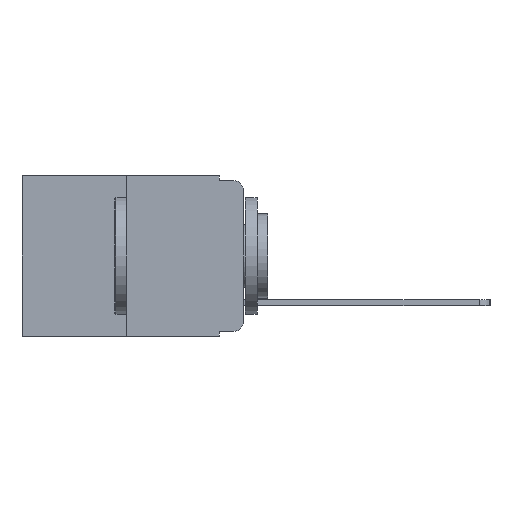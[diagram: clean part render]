
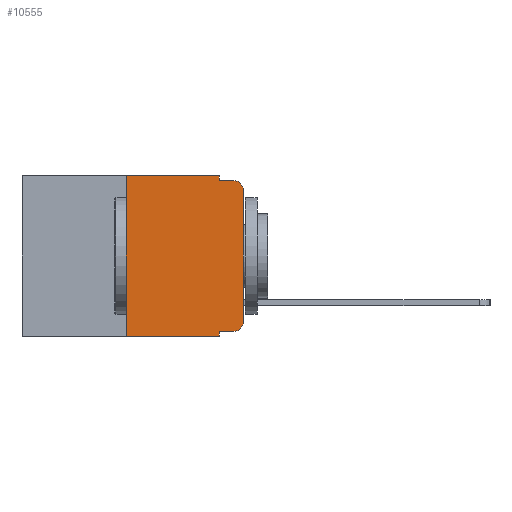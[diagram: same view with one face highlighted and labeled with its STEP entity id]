
A CAD part, left-side view. The second image highlights one B-rep face of the part: STEP entity #10555.
In plain terms, the highlighted planar face has unit normal (-1, 0, 0).
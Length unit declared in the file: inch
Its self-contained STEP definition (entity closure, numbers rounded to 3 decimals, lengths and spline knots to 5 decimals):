
#141 = EDGE_CURVE ( 'NONE', #16954, #6963, #11395, .T. ) ;
#542 = ORIENTED_EDGE ( 'NONE', *, *, #11603, .F. ) ;
#1114 = ORIENTED_EDGE ( 'NONE', *, *, #9028, .F. ) ;
#1360 = EDGE_CURVE ( 'NONE', #6045, #6963, #9070, .T. ) ;
#1468 = CARTESIAN_POINT ( 'NONE',  ( 0., 0.051, 0. ) ) ;
#1592 = AXIS2_PLACEMENT_3D ( 'NONE', #5606, #16635, #7185 ) ;
#2993 = EDGE_CURVE ( 'NONE', #6204, #3135, #12004, .T. ) ;
#3135 = VERTEX_POINT ( 'NONE', #18900 ) ;
#3266 = VECTOR ( 'NONE', #20285, 39.37008 ) ;
#3328 = ORIENTED_EDGE ( 'NONE', *, *, #8750, .T. ) ;
#3458 = CARTESIAN_POINT ( 'NONE',  ( 0., 0.473, 0. ) ) ;
#3475 = VECTOR ( 'NONE', #6017, 39.37008 ) ;
#4320 = LINE ( 'NONE', #11011, #16427 ) ;
#4751 = CARTESIAN_POINT ( 'NONE',  ( 0., 0.051, 0. ) ) ;
#4754 = CARTESIAN_POINT ( 'NONE',  ( 0., 0.473, 0. ) ) ;
#5091 = DIRECTION ( 'NONE',  ( -1., 0., 0. ) ) ;
#5093 = DIRECTION ( 'NONE',  ( 0., 0., -1. ) ) ;
#5254 = VECTOR ( 'NONE', #16437, 39.37008 ) ;
#5560 = VECTOR ( 'NONE', #13195, 39.37008 ) ;
#5606 = CARTESIAN_POINT ( 'NONE',  ( 0., 0.02, -0.313 ) ) ;
#5608 = VECTOR ( 'NONE', #11207, 39.37008 ) ;
#5941 = CARTESIAN_POINT ( 'NONE',  ( 0., 0., -0.03 ) ) ;
#6017 = DIRECTION ( 'NONE',  ( 0., 0., -1. ) ) ;
#6045 = VERTEX_POINT ( 'NONE', #5941 ) ;
#6068 = LINE ( 'NONE', #17785, #5560 ) ;
#6204 = VERTEX_POINT ( 'NONE', #14411 ) ;
#6963 = VERTEX_POINT ( 'NONE', #13479 ) ;
#6998 = AXIS2_PLACEMENT_3D ( 'NONE', #3458, #14612, #5093 ) ;
#7185 = DIRECTION ( 'NONE',  ( 0., 0., -1. ) ) ;
#7186 = CARTESIAN_POINT ( 'NONE',  ( 0., 0.051, -0.01 ) ) ;
#7274 = EDGE_CURVE ( 'NONE', #20438, #19473, #4320, .T. ) ;
#7492 = LINE ( 'NONE', #11064, #3266 ) ;
#8750 = EDGE_CURVE ( 'NONE', #15060, #11136, #13489, .T. ) ;
#8847 = EDGE_LOOP ( 'NONE', ( #15726, #16196, #20257, #542, #1114, #18139, #10377, #14540, #19088, #3328 ) ) ;
#9028 = EDGE_CURVE ( 'NONE', #19473, #18224, #14076, .T. ) ;
#9070 = CIRCLE ( 'NONE', #13239, 0.02 ) ;
#10037 = CARTESIAN_POINT ( 'NONE',  ( 0., 0.051, -0.01 ) ) ;
#10377 = ORIENTED_EDGE ( 'NONE', *, *, #10429, .T. ) ;
#10429 = EDGE_CURVE ( 'NONE', #20438, #3135, #7492, .T. ) ;
#10555 = ADVANCED_FACE ( 'NONE', ( #14001 ), #13019, .F. ) ;
#10918 = VECTOR ( 'NONE', #20570, 39.37008 ) ;
#11009 = LINE ( 'NONE', #4751, #18757 ) ;
#11011 = CARTESIAN_POINT ( 'NONE',  ( 0., 0.25, 0. ) ) ;
#11049 = CARTESIAN_POINT ( 'NONE',  ( 0., 0.25, -0.343 ) ) ;
#11064 = CARTESIAN_POINT ( 'NONE',  ( 0., 0.473, -0.343 ) ) ;
#11136 = VERTEX_POINT ( 'NONE', #11550 ) ;
#11207 = DIRECTION ( 'NONE',  ( 0., -1., 0. ) ) ;
#11221 = EDGE_CURVE ( 'NONE', #11136, #6045, #17811, .T. ) ;
#11395 = LINE ( 'NONE', #7186, #10918 ) ;
#11550 = CARTESIAN_POINT ( 'NONE',  ( 0., 0., -0.313 ) ) ;
#11603 = EDGE_CURVE ( 'NONE', #18224, #16954, #11009, .T. ) ;
#12004 = LINE ( 'NONE', #20093, #3475 ) ;
#12570 = DIRECTION ( 'NONE',  ( 0., 0., 1. ) ) ;
#13019 = PLANE ( 'NONE',  #6998 ) ;
#13195 = DIRECTION ( 'NONE',  ( 0., -1., 0. ) ) ;
#13239 = AXIS2_PLACEMENT_3D ( 'NONE', #14609, #5091, #16134 ) ;
#13479 = CARTESIAN_POINT ( 'NONE',  ( 0., 0.02, -0.01 ) ) ;
#13489 = CIRCLE ( 'NONE', #1592, 0.02 ) ;
#13606 = CARTESIAN_POINT ( 'NONE',  ( 0., 0.25, 0. ) ) ;
#14001 = FACE_OUTER_BOUND ( 'NONE', #8847, .T. ) ;
#14076 = LINE ( 'NONE', #4754, #5608 ) ;
#14371 = CARTESIAN_POINT ( 'NONE',  ( 0., 0.02, -0.333 ) ) ;
#14411 = CARTESIAN_POINT ( 'NONE',  ( 0., 0.051, -0.333 ) ) ;
#14540 = ORIENTED_EDGE ( 'NONE', *, *, #2993, .F. ) ;
#14609 = CARTESIAN_POINT ( 'NONE',  ( 0., 0.02, -0.03 ) ) ;
#14612 = DIRECTION ( 'NONE',  ( 1., 0., 0. ) ) ;
#14911 = CARTESIAN_POINT ( 'NONE',  ( 0., 0., 0. ) ) ;
#15060 = VERTEX_POINT ( 'NONE', #14371 ) ;
#15726 = ORIENTED_EDGE ( 'NONE', *, *, #11221, .T. ) ;
#16134 = DIRECTION ( 'NONE',  ( 0., 0., -1. ) ) ;
#16196 = ORIENTED_EDGE ( 'NONE', *, *, #1360, .T. ) ;
#16427 = VECTOR ( 'NONE', #12570, 39.37008 ) ;
#16437 = DIRECTION ( 'NONE',  ( 0., 0., 1. ) ) ;
#16635 = DIRECTION ( 'NONE',  ( -1., 0., 0. ) ) ;
#16954 = VERTEX_POINT ( 'NONE', #10037 ) ;
#17382 = DIRECTION ( 'NONE',  ( 0., 0., -1. ) ) ;
#17785 = CARTESIAN_POINT ( 'NONE',  ( 0., 0.051, -0.333 ) ) ;
#17811 = LINE ( 'NONE', #14911, #5254 ) ;
#18139 = ORIENTED_EDGE ( 'NONE', *, *, #7274, .F. ) ;
#18224 = VERTEX_POINT ( 'NONE', #1468 ) ;
#18757 = VECTOR ( 'NONE', #17382, 39.37008 ) ;
#18900 = CARTESIAN_POINT ( 'NONE',  ( 0., 0.051, -0.343 ) ) ;
#19088 = ORIENTED_EDGE ( 'NONE', *, *, #19231, .T. ) ;
#19231 = EDGE_CURVE ( 'NONE', #6204, #15060, #6068, .T. ) ;
#19473 = VERTEX_POINT ( 'NONE', #13606 ) ;
#20093 = CARTESIAN_POINT ( 'NONE',  ( 0., 0.051, 0. ) ) ;
#20257 = ORIENTED_EDGE ( 'NONE', *, *, #141, .F. ) ;
#20285 = DIRECTION ( 'NONE',  ( 0., -1., 0. ) ) ;
#20438 = VERTEX_POINT ( 'NONE', #11049 ) ;
#20570 = DIRECTION ( 'NONE',  ( 0., -1., 0. ) ) ;
